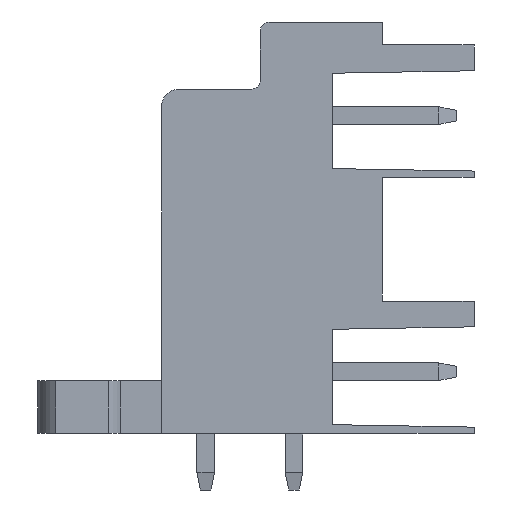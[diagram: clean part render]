
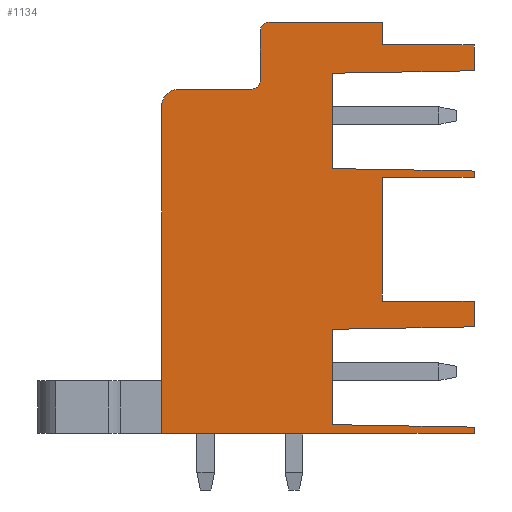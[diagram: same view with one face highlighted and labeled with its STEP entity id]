
A CAD part, left-side view. The second image highlights one B-rep face of the part: STEP entity #1134.
In plain terms, the highlighted planar face has unit normal (-1, 0, 0).
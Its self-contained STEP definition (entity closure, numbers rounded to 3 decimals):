
#668=AXIS2_PLACEMENT_3D('Circle Axis2P3D',#666,#667,$) ;
#730=AXIS2_PLACEMENT_3D('Circle Axis2P3D',#728,#729,$) ;
#792=AXIS2_PLACEMENT_3D('Circle Axis2P3D',#790,#791,$) ;
#1107=AXIS2_PLACEMENT_3D('Plane Axis2P3D',#1104,#1105,#1106) ;
#49=CARTESIAN_POINT('Vertex',(0.,0.,3.56)) ;
#52=CARTESIAN_POINT('Line Origine',(0.,0.,3.38)) ;
#56=CARTESIAN_POINT('Vertex',(0.,0.,3.2)) ;
#87=CARTESIAN_POINT('Vertex',(0.,8.,3.7)) ;
#90=CARTESIAN_POINT('Line Origine',(0.,4.,3.63)) ;
#118=CARTESIAN_POINT('Vertex',(0.,8.,9.1)) ;
#121=CARTESIAN_POINT('Line Origine',(0.,8.,6.4)) ;
#217=CARTESIAN_POINT('Vertex',(0.,0.,9.24)) ;
#220=CARTESIAN_POINT('Line Origine',(0.,4.,9.17)) ;
#243=CARTESIAN_POINT('Vertex',(0.,0.,10.7)) ;
#246=CARTESIAN_POINT('Line Origine',(0.,0.,9.97)) ;
#274=CARTESIAN_POINT('Vertex',(0.,5.2,10.7)) ;
#277=CARTESIAN_POINT('Line Origine',(0.,2.6,10.7)) ;
#305=CARTESIAN_POINT('Vertex',(0.,5.2,17.7)) ;
#308=CARTESIAN_POINT('Line Origine',(0.,5.2,14.2)) ;
#336=CARTESIAN_POINT('Vertex',(0.,0.,17.7)) ;
#339=CARTESIAN_POINT('Line Origine',(0.,2.6,17.7)) ;
#362=CARTESIAN_POINT('Vertex',(0.,0.,18.06)) ;
#365=CARTESIAN_POINT('Line Origine',(0.,0.,17.88)) ;
#393=CARTESIAN_POINT('Vertex',(0.,8.,18.2)) ;
#396=CARTESIAN_POINT('Line Origine',(0.,4.,18.13)) ;
#419=CARTESIAN_POINT('Vertex',(0.,8.,23.6)) ;
#422=CARTESIAN_POINT('Line Origine',(0.,8.,20.9)) ;
#518=CARTESIAN_POINT('Vertex',(0.,0.,23.74)) ;
#521=CARTESIAN_POINT('Line Origine',(0.,4.,23.67)) ;
#544=CARTESIAN_POINT('Vertex',(0.,0.,25.2)) ;
#547=CARTESIAN_POINT('Line Origine',(0.,0.,24.47)) ;
#575=CARTESIAN_POINT('Vertex',(0.,5.2,25.2)) ;
#578=CARTESIAN_POINT('Line Origine',(0.,2.6,25.2)) ;
#601=CARTESIAN_POINT('Vertex',(0.,5.2,26.5)) ;
#604=CARTESIAN_POINT('Line Origine',(0.,5.2,25.85)) ;
#632=CARTESIAN_POINT('Vertex',(0.,11.6,26.5)) ;
#635=CARTESIAN_POINT('Line Origine',(0.,8.4,26.5)) ;
#663=CARTESIAN_POINT('Vertex',(0.,12.1,26.)) ;
#666=CARTESIAN_POINT('Axis2P3D Location',(0.,11.6,26.)) ;
#694=CARTESIAN_POINT('Vertex',(0.,12.1,23.2)) ;
#697=CARTESIAN_POINT('Line Origine',(0.,12.1,24.6)) ;
#725=CARTESIAN_POINT('Vertex',(0.,12.6,22.7)) ;
#728=CARTESIAN_POINT('Axis2P3D Location',(0.,12.6,23.2)) ;
#756=CARTESIAN_POINT('Vertex',(0.,16.7,22.7)) ;
#759=CARTESIAN_POINT('Line Origine',(0.,14.65,22.7)) ;
#787=CARTESIAN_POINT('Vertex',(0.,17.7,21.7)) ;
#790=CARTESIAN_POINT('Axis2P3D Location',(0.,16.7,21.7)) ;
#811=CARTESIAN_POINT('Vertex',(0.,17.7,3.2)) ;
#816=CARTESIAN_POINT('Line Origine',(0.,17.7,12.45)) ;
#875=CARTESIAN_POINT('Line Origine',(0.,8.85,3.2)) ;
#1104=CARTESIAN_POINT('Axis2P3D Location',(0.,0.,0.)) ;
#53=DIRECTION('Vector Direction',(0.,0.,-1.)) ;
#91=DIRECTION('Vector Direction',(0.,-1.,-0.017)) ;
#122=DIRECTION('Vector Direction',(0.,0.,-1.)) ;
#221=DIRECTION('Vector Direction',(0.,1.,-0.017)) ;
#247=DIRECTION('Vector Direction',(0.,0.,-1.)) ;
#278=DIRECTION('Vector Direction',(0.,-1.,0.)) ;
#309=DIRECTION('Vector Direction',(0.,0.,-1.)) ;
#340=DIRECTION('Vector Direction',(0.,1.,0.)) ;
#366=DIRECTION('Vector Direction',(0.,0.,-1.)) ;
#397=DIRECTION('Vector Direction',(0.,-1.,-0.017)) ;
#423=DIRECTION('Vector Direction',(0.,0.,-1.)) ;
#522=DIRECTION('Vector Direction',(0.,1.,-0.017)) ;
#548=DIRECTION('Vector Direction',(0.,0.,-1.)) ;
#579=DIRECTION('Vector Direction',(0.,-1.,0.)) ;
#605=DIRECTION('Vector Direction',(0.,0.,-1.)) ;
#636=DIRECTION('Vector Direction',(0.,-1.,0.)) ;
#667=DIRECTION('Axis2P3D Direction',(-1.,0.,0.)) ;
#698=DIRECTION('Vector Direction',(0.,0.,1.)) ;
#729=DIRECTION('Axis2P3D Direction',(-1.,0.,0.)) ;
#760=DIRECTION('Vector Direction',(0.,-1.,0.)) ;
#791=DIRECTION('Axis2P3D Direction',(-1.,0.,0.)) ;
#817=DIRECTION('Vector Direction',(0.,0.,1.)) ;
#876=DIRECTION('Vector Direction',(0.,1.,0.)) ;
#1105=DIRECTION('Axis2P3D Direction',(-1.,0.,0.)) ;
#1106=DIRECTION('Axis2P3D XDirection',(0.,-1.,0.)) ;
#54=VECTOR('Line Direction',#53,1.) ;
#92=VECTOR('Line Direction',#91,1.) ;
#123=VECTOR('Line Direction',#122,1.) ;
#222=VECTOR('Line Direction',#221,1.) ;
#248=VECTOR('Line Direction',#247,1.) ;
#279=VECTOR('Line Direction',#278,1.) ;
#310=VECTOR('Line Direction',#309,1.) ;
#341=VECTOR('Line Direction',#340,1.) ;
#367=VECTOR('Line Direction',#366,1.) ;
#398=VECTOR('Line Direction',#397,1.) ;
#424=VECTOR('Line Direction',#423,1.) ;
#523=VECTOR('Line Direction',#522,1.) ;
#549=VECTOR('Line Direction',#548,1.) ;
#580=VECTOR('Line Direction',#579,1.) ;
#606=VECTOR('Line Direction',#605,1.) ;
#637=VECTOR('Line Direction',#636,1.) ;
#699=VECTOR('Line Direction',#698,1.) ;
#761=VECTOR('Line Direction',#760,1.) ;
#818=VECTOR('Line Direction',#817,1.) ;
#877=VECTOR('Line Direction',#876,1.) ;
#1110=ORIENTED_EDGE('',*,*,#58,.T.) ;
#1111=ORIENTED_EDGE('',*,*,#94,.T.) ;
#1112=ORIENTED_EDGE('',*,*,#125,.T.) ;
#1113=ORIENTED_EDGE('',*,*,#224,.T.) ;
#1114=ORIENTED_EDGE('',*,*,#250,.T.) ;
#1115=ORIENTED_EDGE('',*,*,#281,.T.) ;
#1116=ORIENTED_EDGE('',*,*,#312,.T.) ;
#1117=ORIENTED_EDGE('',*,*,#343,.T.) ;
#1118=ORIENTED_EDGE('',*,*,#369,.T.) ;
#1119=ORIENTED_EDGE('',*,*,#400,.T.) ;
#1120=ORIENTED_EDGE('',*,*,#426,.T.) ;
#1121=ORIENTED_EDGE('',*,*,#525,.T.) ;
#1122=ORIENTED_EDGE('',*,*,#551,.T.) ;
#1123=ORIENTED_EDGE('',*,*,#582,.T.) ;
#1124=ORIENTED_EDGE('',*,*,#608,.T.) ;
#1125=ORIENTED_EDGE('',*,*,#639,.T.) ;
#1126=ORIENTED_EDGE('',*,*,#670,.T.) ;
#1127=ORIENTED_EDGE('',*,*,#701,.T.) ;
#1128=ORIENTED_EDGE('',*,*,#732,.T.) ;
#1129=ORIENTED_EDGE('',*,*,#763,.T.) ;
#1130=ORIENTED_EDGE('',*,*,#794,.T.) ;
#1131=ORIENTED_EDGE('',*,*,#820,.T.) ;
#1132=ORIENTED_EDGE('',*,*,#879,.T.) ;
#1134=ADVANCED_FACE('Housing',(#1133),#1108,.T.) ;
#669=CIRCLE('generated circle',#668,0.5) ;
#731=CIRCLE('generated circle',#730,0.5) ;
#793=CIRCLE('generated circle',#792,1.) ;
#58=EDGE_CURVE('',#57,#50,#55,.F.) ;
#94=EDGE_CURVE('',#50,#88,#93,.F.) ;
#125=EDGE_CURVE('',#88,#119,#124,.F.) ;
#224=EDGE_CURVE('',#119,#218,#223,.F.) ;
#250=EDGE_CURVE('',#218,#244,#249,.F.) ;
#281=EDGE_CURVE('',#244,#275,#280,.F.) ;
#312=EDGE_CURVE('',#275,#306,#311,.F.) ;
#343=EDGE_CURVE('',#306,#337,#342,.F.) ;
#369=EDGE_CURVE('',#337,#363,#368,.F.) ;
#400=EDGE_CURVE('',#363,#394,#399,.F.) ;
#426=EDGE_CURVE('',#394,#420,#425,.F.) ;
#525=EDGE_CURVE('',#420,#519,#524,.F.) ;
#551=EDGE_CURVE('',#519,#545,#550,.F.) ;
#582=EDGE_CURVE('',#545,#576,#581,.F.) ;
#608=EDGE_CURVE('',#576,#602,#607,.F.) ;
#639=EDGE_CURVE('',#602,#633,#638,.F.) ;
#670=EDGE_CURVE('',#633,#664,#669,.T.) ;
#701=EDGE_CURVE('',#664,#695,#700,.F.) ;
#732=EDGE_CURVE('',#695,#726,#731,.F.) ;
#763=EDGE_CURVE('',#726,#757,#762,.F.) ;
#794=EDGE_CURVE('',#757,#788,#793,.T.) ;
#820=EDGE_CURVE('',#788,#812,#819,.F.) ;
#879=EDGE_CURVE('',#812,#57,#878,.F.) ;
#1109=EDGE_LOOP('',(#1110,#1111,#1112,#1113,#1114,#1115,#1116,#1117,#1118,#1119,#1120,#1121,#1122,#1123,#1124,#1125,#1126,#1127,#1128,#1129,#1130,#1131,#1132)) ;
#1133=FACE_OUTER_BOUND('',#1109,.T.) ;
#55=LINE('Line',#52,#54) ;
#93=LINE('Line',#90,#92) ;
#124=LINE('Line',#121,#123) ;
#223=LINE('Line',#220,#222) ;
#249=LINE('Line',#246,#248) ;
#280=LINE('Line',#277,#279) ;
#311=LINE('Line',#308,#310) ;
#342=LINE('Line',#339,#341) ;
#368=LINE('Line',#365,#367) ;
#399=LINE('Line',#396,#398) ;
#425=LINE('Line',#422,#424) ;
#524=LINE('Line',#521,#523) ;
#550=LINE('Line',#547,#549) ;
#581=LINE('Line',#578,#580) ;
#607=LINE('Line',#604,#606) ;
#638=LINE('Line',#635,#637) ;
#700=LINE('Line',#697,#699) ;
#762=LINE('Line',#759,#761) ;
#819=LINE('Line',#816,#818) ;
#878=LINE('Line',#875,#877) ;
#1108=PLANE('',#1107) ;
#50=VERTEX_POINT('',#49) ;
#57=VERTEX_POINT('',#56) ;
#88=VERTEX_POINT('',#87) ;
#119=VERTEX_POINT('',#118) ;
#218=VERTEX_POINT('',#217) ;
#244=VERTEX_POINT('',#243) ;
#275=VERTEX_POINT('',#274) ;
#306=VERTEX_POINT('',#305) ;
#337=VERTEX_POINT('',#336) ;
#363=VERTEX_POINT('',#362) ;
#394=VERTEX_POINT('',#393) ;
#420=VERTEX_POINT('',#419) ;
#519=VERTEX_POINT('',#518) ;
#545=VERTEX_POINT('',#544) ;
#576=VERTEX_POINT('',#575) ;
#602=VERTEX_POINT('',#601) ;
#633=VERTEX_POINT('',#632) ;
#664=VERTEX_POINT('',#663) ;
#695=VERTEX_POINT('',#694) ;
#726=VERTEX_POINT('',#725) ;
#757=VERTEX_POINT('',#756) ;
#788=VERTEX_POINT('',#787) ;
#812=VERTEX_POINT('',#811) ;
